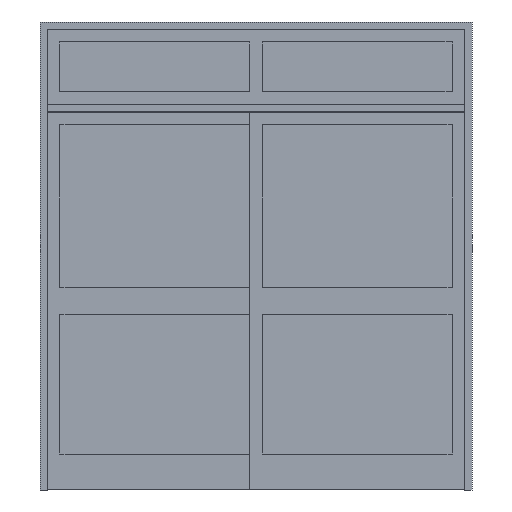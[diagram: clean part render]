
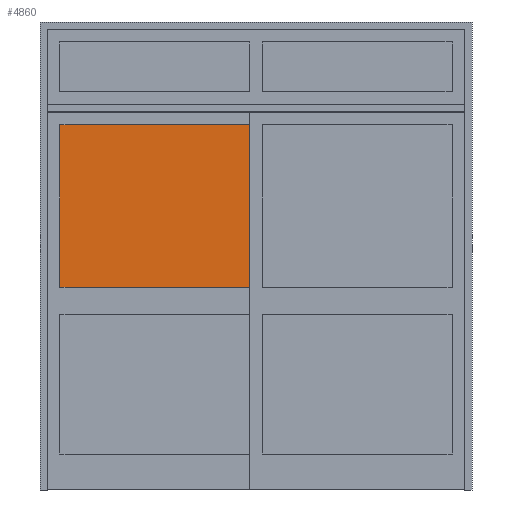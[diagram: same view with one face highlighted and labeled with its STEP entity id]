
A CAD part, front view. The second image highlights one B-rep face of the part: STEP entity #4860.
In plain terms, the highlighted planar face has unit normal (0, -1, 0).
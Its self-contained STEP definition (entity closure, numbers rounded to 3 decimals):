
#4551 = VERTEX_POINT('',#4552);
#4552 = CARTESIAN_POINT('',(111.,165.,2030.));
#4561 = PLANE('',#4562);
#4562 = AXIS2_PLACEMENT_3D('',#4563,#4564,#4565);
#4563 = CARTESIAN_POINT('',(111.,165.,2030.));
#4564 = DIRECTION('',(0.,0.,-1.));
#4565 = DIRECTION('',(1.,0.,0.));
#4573 = PLANE('',#4574);
#4574 = AXIS2_PLACEMENT_3D('',#4575,#4576,#4577);
#4575 = CARTESIAN_POINT('',(111.,165.,1125.));
#4576 = DIRECTION('',(1.,0.,0.));
#4577 = DIRECTION('',(0.,0.,1.));
#4614 = VERTEX_POINT('',#4615);
#4615 = CARTESIAN_POINT('',(1165.5,165.,2030.));
#4629 = PLANE('',#4630);
#4630 = AXIS2_PLACEMENT_3D('',#4631,#4632,#4633);
#4631 = CARTESIAN_POINT('',(1165.5,165.,2030.));
#4632 = DIRECTION('',(-1.,0.,0.));
#4633 = DIRECTION('',(0.,0.,-1.));
#4641 = EDGE_CURVE('',#4551,#4614,#4642,.T.);
#4642 = SURFACE_CURVE('',#4643,(#4647,#4654),.PCURVE_S1.);
#4643 = LINE('',#4644,#4645);
#4644 = CARTESIAN_POINT('',(111.,165.,2030.));
#4645 = VECTOR('',#4646,1.);
#4646 = DIRECTION('',(1.,0.,0.));
#4647 = PCURVE('',#4561,#4648);
#4648 = DEFINITIONAL_REPRESENTATION('',(#4649),#4653);
#4649 = LINE('',#4650,#4651);
#4650 = CARTESIAN_POINT('',(0.,0.));
#4651 = VECTOR('',#4652,1.);
#4652 = DIRECTION('',(1.,0.));
#4653 = ( GEOMETRIC_REPRESENTATION_CONTEXT(2) 
PARAMETRIC_REPRESENTATION_CONTEXT() REPRESENTATION_CONTEXT('2D SPACE',''
  ) );
#4654 = PCURVE('',#4655,#4660);
#4655 = PLANE('',#4656);
#4656 = AXIS2_PLACEMENT_3D('',#4657,#4658,#4659);
#4657 = CARTESIAN_POINT('',(111.,165.,2030.));
#4658 = DIRECTION('',(0.,-1.,0.));
#4659 = DIRECTION('',(0.,0.,-1.));
#4660 = DEFINITIONAL_REPRESENTATION('',(#4661),#4665);
#4661 = LINE('',#4662,#4663);
#4662 = CARTESIAN_POINT('',(0.,0.));
#4663 = VECTOR('',#4664,1.);
#4664 = DIRECTION('',(0.,1.));
#4665 = ( GEOMETRIC_REPRESENTATION_CONTEXT(2) 
PARAMETRIC_REPRESENTATION_CONTEXT() REPRESENTATION_CONTEXT('2D SPACE',''
  ) );
#4695 = VERTEX_POINT('',#4696);
#4696 = CARTESIAN_POINT('',(1165.5,165.,1125.));
#4710 = PLANE('',#4711);
#4711 = AXIS2_PLACEMENT_3D('',#4712,#4713,#4714);
#4712 = CARTESIAN_POINT('',(1165.5,165.,1125.));
#4713 = DIRECTION('',(0.,0.,1.));
#4714 = DIRECTION('',(-1.,0.,0.));
#4722 = EDGE_CURVE('',#4614,#4695,#4723,.T.);
#4723 = SURFACE_CURVE('',#4724,(#4728,#4735),.PCURVE_S1.);
#4724 = LINE('',#4725,#4726);
#4725 = CARTESIAN_POINT('',(1165.5,165.,2030.));
#4726 = VECTOR('',#4727,1.);
#4727 = DIRECTION('',(0.,0.,-1.));
#4728 = PCURVE('',#4629,#4729);
#4729 = DEFINITIONAL_REPRESENTATION('',(#4730),#4734);
#4730 = LINE('',#4731,#4732);
#4731 = CARTESIAN_POINT('',(0.,0.));
#4732 = VECTOR('',#4733,1.);
#4733 = DIRECTION('',(1.,0.));
#4734 = ( GEOMETRIC_REPRESENTATION_CONTEXT(2) 
PARAMETRIC_REPRESENTATION_CONTEXT() REPRESENTATION_CONTEXT('2D SPACE',''
  ) );
#4735 = PCURVE('',#4655,#4736);
#4736 = DEFINITIONAL_REPRESENTATION('',(#4737),#4741);
#4737 = LINE('',#4738,#4739);
#4738 = CARTESIAN_POINT('',(0.,1054.5));
#4739 = VECTOR('',#4740,1.);
#4740 = DIRECTION('',(1.,0.));
#4741 = ( GEOMETRIC_REPRESENTATION_CONTEXT(2) 
PARAMETRIC_REPRESENTATION_CONTEXT() REPRESENTATION_CONTEXT('2D SPACE',''
  ) );
#4771 = VERTEX_POINT('',#4772);
#4772 = CARTESIAN_POINT('',(111.,165.,1125.));
#4793 = EDGE_CURVE('',#4695,#4771,#4794,.T.);
#4794 = SURFACE_CURVE('',#4795,(#4799,#4806),.PCURVE_S1.);
#4795 = LINE('',#4796,#4797);
#4796 = CARTESIAN_POINT('',(1165.5,165.,1125.));
#4797 = VECTOR('',#4798,1.);
#4798 = DIRECTION('',(-1.,0.,0.));
#4799 = PCURVE('',#4710,#4800);
#4800 = DEFINITIONAL_REPRESENTATION('',(#4801),#4805);
#4801 = LINE('',#4802,#4803);
#4802 = CARTESIAN_POINT('',(0.,0.));
#4803 = VECTOR('',#4804,1.);
#4804 = DIRECTION('',(1.,0.));
#4805 = ( GEOMETRIC_REPRESENTATION_CONTEXT(2) 
PARAMETRIC_REPRESENTATION_CONTEXT() REPRESENTATION_CONTEXT('2D SPACE',''
  ) );
#4806 = PCURVE('',#4655,#4807);
#4807 = DEFINITIONAL_REPRESENTATION('',(#4808),#4812);
#4808 = LINE('',#4809,#4810);
#4809 = CARTESIAN_POINT('',(905.,1054.5));
#4810 = VECTOR('',#4811,1.);
#4811 = DIRECTION('',(0.,-1.));
#4812 = ( GEOMETRIC_REPRESENTATION_CONTEXT(2) 
PARAMETRIC_REPRESENTATION_CONTEXT() REPRESENTATION_CONTEXT('2D SPACE',''
  ) );
#4840 = EDGE_CURVE('',#4771,#4551,#4841,.T.);
#4841 = SURFACE_CURVE('',#4842,(#4846,#4853),.PCURVE_S1.);
#4842 = LINE('',#4843,#4844);
#4843 = CARTESIAN_POINT('',(111.,165.,1125.));
#4844 = VECTOR('',#4845,1.);
#4845 = DIRECTION('',(0.,0.,1.));
#4846 = PCURVE('',#4573,#4847);
#4847 = DEFINITIONAL_REPRESENTATION('',(#4848),#4852);
#4848 = LINE('',#4849,#4850);
#4849 = CARTESIAN_POINT('',(0.,0.));
#4850 = VECTOR('',#4851,1.);
#4851 = DIRECTION('',(1.,0.));
#4852 = ( GEOMETRIC_REPRESENTATION_CONTEXT(2) 
PARAMETRIC_REPRESENTATION_CONTEXT() REPRESENTATION_CONTEXT('2D SPACE',''
  ) );
#4853 = PCURVE('',#4655,#4854);
#4854 = DEFINITIONAL_REPRESENTATION('',(#4855),#4859);
#4855 = LINE('',#4856,#4857);
#4856 = CARTESIAN_POINT('',(905.,0.));
#4857 = VECTOR('',#4858,1.);
#4858 = DIRECTION('',(-1.,0.));
#4859 = ( GEOMETRIC_REPRESENTATION_CONTEXT(2) 
PARAMETRIC_REPRESENTATION_CONTEXT() REPRESENTATION_CONTEXT('2D SPACE',''
  ) );
#4860 = ADVANCED_FACE('',(#4861),#4655,.T.);
#4861 = FACE_BOUND('',#4862,.F.);
#4862 = EDGE_LOOP('',(#4863,#4864,#4865,#4866));
#4863 = ORIENTED_EDGE('',*,*,#4641,.T.);
#4864 = ORIENTED_EDGE('',*,*,#4722,.T.);
#4865 = ORIENTED_EDGE('',*,*,#4793,.T.);
#4866 = ORIENTED_EDGE('',*,*,#4840,.T.);
